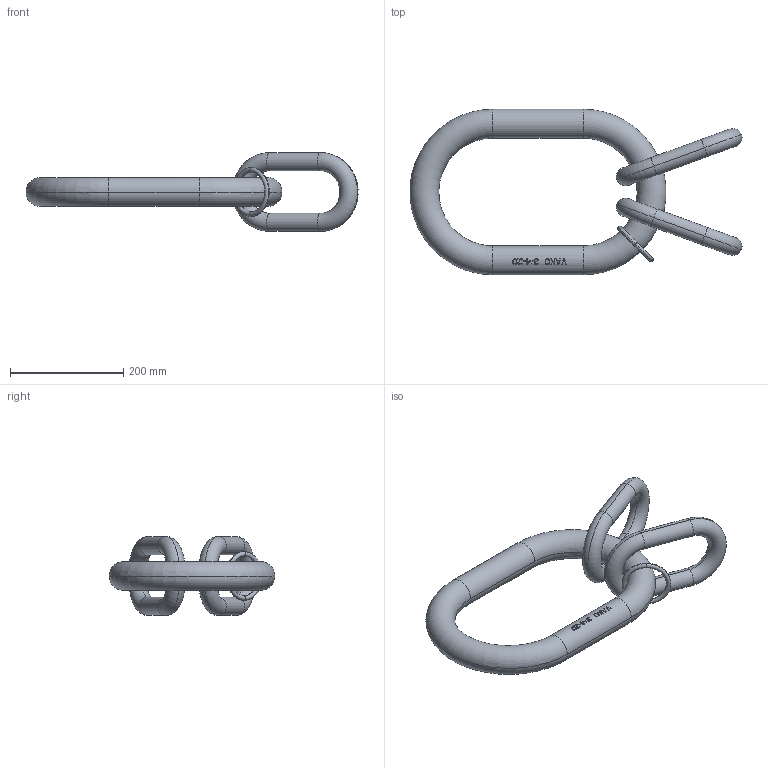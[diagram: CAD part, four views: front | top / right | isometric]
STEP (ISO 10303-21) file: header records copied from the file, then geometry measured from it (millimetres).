
FILE_DESCRIPTION((''),'2;1');
FILE_NAME('3VAKO4-20','2005-01-18T',('jakubetz'),(''),'PRO/ENGINEER BY PARAMETRIC TECHNOLOGY CORPORATION, 2001400','PRO/ENGINEER BY PARAMETRIC TECHNOLOGY CORPORATION, 2001400','');
FILE_SCHEMA(('CONFIG_CONTROL_DESIGN'));
Length unit declared in the file: millimetre
Products named in the file (1): 3VAKO4-20
Bounding box: 585.73 x 292 x 139 mm (x, y, z)
Volume: 3058835 mm3; surface area: 284815.1 mm2
Topology: 4 solids, 4 shells, 244 faces, 668 edges, 438 vertices
Faces by surface type: plane 212, cylinder 16, torus 16
Entity records: 7930 total; most frequent: CARTESIAN_POINT 1976, ORIENTED_EDGE 1336, DIRECTION 1044, EDGE_CURVE 668, VECTOR 444, LINE 444, VERTEX_POINT 438, AXIS2_PLACEMENT_3D 300
